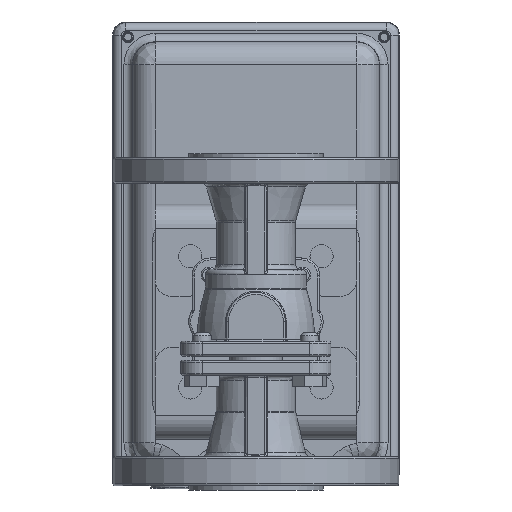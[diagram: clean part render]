
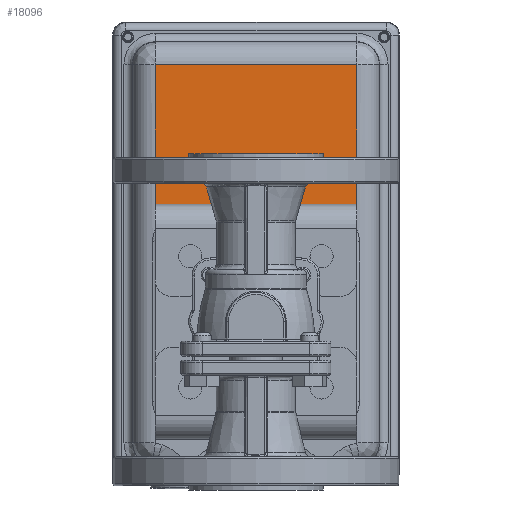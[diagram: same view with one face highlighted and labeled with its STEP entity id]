
A CAD part, front view. The second image highlights one B-rep face of the part: STEP entity #18096.
In plain terms, the highlighted planar face has unit normal (0, -1, 0).
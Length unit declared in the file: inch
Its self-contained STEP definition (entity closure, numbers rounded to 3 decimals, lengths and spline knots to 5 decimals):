
#345 = CARTESIAN_POINT ( 'NONE',  ( 1.50218, 5.75, 1.37251 ) ) ;
#628 = VERTEX_POINT ( 'NONE', #23609 ) ;
#2622 = CARTESIAN_POINT ( 'NONE',  ( -1.49936, 5.75, 3.82583 ) ) ;
#3188 = CARTESIAN_POINT ( 'NONE',  ( -1.18559, 5.75, 1.5522 ) ) ;
#3227 = VERTEX_POINT ( 'NONE', #29970 ) ;
#5455 = LINE ( 'NONE', #9691, #25427 ) ;
#5933 =( BOUNDED_CURVE ( )  B_SPLINE_CURVE ( 3, ( #36572, #10351, #17893, #44078 ),
 .UNSPECIFIED., .F., .F. ) 
 B_SPLINE_CURVE_WITH_KNOTS ( ( 4, 4 ),
 ( 0., 1. ),
 .UNSPECIFIED. ) 
 CURVE ( )  GEOMETRIC_REPRESENTATION_ITEM ( )  RATIONAL_B_SPLINE_CURVE ( ( 1., 0.805, 0.805, 1. ) ) 
 REPRESENTATION_ITEM ( '' )  );
#6269 = EDGE_CURVE ( 'NONE', #628, #22154, #39534, .T. ) ;
#7348 = DIRECTION ( 'NONE',  ( -1., 0., 0. ) ) ;
#7919 = ORIENTED_EDGE ( 'NONE', *, *, #41892, .F. ) ;
#8804 = ORIENTED_EDGE ( 'NONE', *, *, #11528, .F. ) ;
#9082 = CARTESIAN_POINT ( 'NONE',  ( 1.50218, 5.75, 1.37251 ) ) ;
#9459 = EDGE_CURVE ( 'NONE', #21756, #30647, #35687, .T. ) ;
#9660 = EDGE_CURVE ( 'NONE', #16501, #21756, #28392, .T. ) ;
#9691 = CARTESIAN_POINT ( 'NONE',  ( 0.00141, 5.75, 3.82718 ) ) ;
#10351 = CARTESIAN_POINT ( 'NONE',  ( 1.50083, 5.75, 3.82718 ) ) ;
#10658 = CARTESIAN_POINT ( 'NONE',  ( 1.50218, 5.75, 3.82391 ) ) ;
#11261 = CARTESIAN_POINT ( 'NONE',  ( 1.18841, 5.75, 1.5522 ) ) ;
#11528 = EDGE_CURVE ( 'NONE', #3227, #38268, #5933, .T. ) ;
#11885 = LINE ( 'NONE', #37678, #40596 ) ;
#12721 = DIRECTION ( 'NONE',  ( 0., 0., -1. ) ) ;
#12817 = CARTESIAN_POINT ( 'NONE',  ( 1.32059, 5.75, 1.5522 ) ) ;
#13423 = DIRECTION ( 'NONE',  ( 1., 0., 0. ) ) ;
#14518 = AXIS2_PLACEMENT_3D ( 'NONE', #36115, #47394, #24998 ) ;
#16010 = ORIENTED_EDGE ( 'NONE', *, *, #9459, .F. ) ;
#16501 = VERTEX_POINT ( 'NONE', #27495 ) ;
#17893 = CARTESIAN_POINT ( 'NONE',  ( 1.50218, 5.75, 3.82583 ) ) ;
#18096 = ADVANCED_FACE ( 'NONE', ( #31513 ), #47231, .F. ) ;
#19238 = EDGE_LOOP ( 'NONE', ( #34934, #46023, #8804, #40426, #21802, #7919, #16010, #36847 ) ) ;
#21472 = CARTESIAN_POINT ( 'NONE',  ( -1.49609, 5.75, 3.82718 ) ) ;
#21756 = VERTEX_POINT ( 'NONE', #3188 ) ;
#21777 = CARTESIAN_POINT ( 'NONE',  ( -1.43247, 5.75, 1.48652 ) ) ;
#21802 = ORIENTED_EDGE ( 'NONE', *, *, #6269, .F. ) ;
#21872 = VECTOR ( 'NONE', #35184, 39.37008 ) ;
#22154 = VERTEX_POINT ( 'NONE', #28242 ) ;
#23609 = CARTESIAN_POINT ( 'NONE',  ( -1.49936, 5.75, 3.82391 ) ) ;
#23852 = VERTEX_POINT ( 'NONE', #345 ) ;
#24998 = DIRECTION ( 'NONE',  ( -0.015, 0., 1. ) ) ;
#25409 = CARTESIAN_POINT ( 'NONE',  ( -1.18559, 5.75, 1.5522 ) ) ;
#25427 = VECTOR ( 'NONE', #13423, 39.37008 ) ;
#26539 = EDGE_CURVE ( 'NONE', #23852, #16501, #40724, .T. ) ;
#27495 = CARTESIAN_POINT ( 'NONE',  ( 1.18841, 5.75, 1.5522 ) ) ;
#28242 = CARTESIAN_POINT ( 'NONE',  ( -1.49609, 5.75, 3.82718 ) ) ;
#28392 = LINE ( 'NONE', #11261, #39483 ) ;
#29970 = CARTESIAN_POINT ( 'NONE',  ( 1.49891, 5.75, 3.82718 ) ) ;
#30647 = VERTEX_POINT ( 'NONE', #39930 ) ;
#31513 = FACE_OUTER_BOUND ( 'NONE', #19238, .T. ) ;
#31519 = CARTESIAN_POINT ( 'NONE',  ( 1.43529, 5.75, 1.48652 ) ) ;
#32802 = EDGE_CURVE ( 'NONE', #22154, #3227, #5455, .T. ) ;
#34934 = ORIENTED_EDGE ( 'NONE', *, *, #26539, .F. ) ;
#35184 = DIRECTION ( 'NONE',  ( 0., 0., 1. ) ) ;
#35687 =( BOUNDED_CURVE ( )  B_SPLINE_CURVE ( 3, ( #25409, #40413, #21777, #47949 ),
 .UNSPECIFIED., .F., .F. ) 
 B_SPLINE_CURVE_WITH_KNOTS ( ( 4, 4 ),
 ( 0., 1. ),
 .UNSPECIFIED. ) 
 CURVE ( )  GEOMETRIC_REPRESENTATION_ITEM ( )  RATIONAL_B_SPLINE_CURVE ( ( 1., 0.912, 0.912, 1. ) ) 
 REPRESENTATION_ITEM ( '' )  );
#36115 = CARTESIAN_POINT ( 'NONE',  ( -1.49609, 5.75, -1.80109 ) ) ;
#36572 = CARTESIAN_POINT ( 'NONE',  ( 1.49891, 5.75, 3.82718 ) ) ;
#36847 = ORIENTED_EDGE ( 'NONE', *, *, #9660, .F. ) ;
#37678 = CARTESIAN_POINT ( 'NONE',  ( 1.50218, 5.75, -1.80109 ) ) ;
#38268 = VERTEX_POINT ( 'NONE', #10658 ) ;
#39058 = CARTESIAN_POINT ( 'NONE',  ( 1.18841, 5.75, 1.5522 ) ) ;
#39483 = VECTOR ( 'NONE', #7348, 39.37008 ) ;
#39534 =( BOUNDED_CURVE ( )  B_SPLINE_CURVE ( 3, ( #43732, #2622, #43873, #21472 ),
 .UNSPECIFIED., .F., .F. ) 
 B_SPLINE_CURVE_WITH_KNOTS ( ( 4, 4 ),
 ( 0., 1. ),
 .UNSPECIFIED. ) 
 CURVE ( )  GEOMETRIC_REPRESENTATION_ITEM ( )  RATIONAL_B_SPLINE_CURVE ( ( 1., 0.805, 0.805, 1. ) ) 
 REPRESENTATION_ITEM ( '' )  );
#39930 = CARTESIAN_POINT ( 'NONE',  ( -1.49936, 5.75, 1.37251 ) ) ;
#40413 = CARTESIAN_POINT ( 'NONE',  ( -1.31776, 5.75, 1.5522 ) ) ;
#40426 = ORIENTED_EDGE ( 'NONE', *, *, #32802, .F. ) ;
#40596 = VECTOR ( 'NONE', #12721, 39.37008 ) ;
#40724 =( BOUNDED_CURVE ( )  B_SPLINE_CURVE ( 3, ( #9082, #31519, #12817, #39058 ),
 .UNSPECIFIED., .F., .T. ) 
 B_SPLINE_CURVE_WITH_KNOTS ( ( 4, 4 ),
 ( 0., 1. ),
 .UNSPECIFIED. ) 
 CURVE ( )  GEOMETRIC_REPRESENTATION_ITEM ( )  RATIONAL_B_SPLINE_CURVE ( ( 1., 0.912, 0.912, 1. ) ) 
 REPRESENTATION_ITEM ( '' )  );
#41772 = CARTESIAN_POINT ( 'NONE',  ( -1.49936, 5.75, 0.00141 ) ) ;
#41892 = EDGE_CURVE ( 'NONE', #30647, #628, #42975, .T. ) ;
#41899 = EDGE_CURVE ( 'NONE', #38268, #23852, #11885, .T. ) ;
#42975 = LINE ( 'NONE', #41772, #21872 ) ;
#43732 = CARTESIAN_POINT ( 'NONE',  ( -1.49936, 5.75, 3.82391 ) ) ;
#43873 = CARTESIAN_POINT ( 'NONE',  ( -1.498, 5.75, 3.82718 ) ) ;
#44078 = CARTESIAN_POINT ( 'NONE',  ( 1.50218, 5.75, 3.82391 ) ) ;
#46023 = ORIENTED_EDGE ( 'NONE', *, *, #41899, .F. ) ;
#47231 = PLANE ( 'NONE',  #14518 ) ;
#47394 = DIRECTION ( 'NONE',  ( 0., 1., 0. ) ) ;
#47949 = CARTESIAN_POINT ( 'NONE',  ( -1.49936, 5.75, 1.37251 ) ) ;
